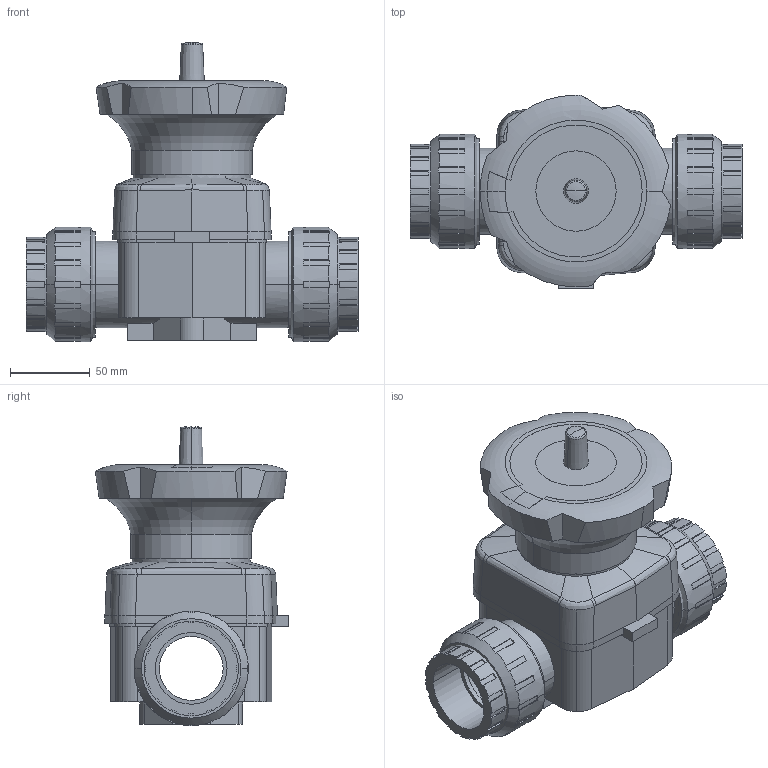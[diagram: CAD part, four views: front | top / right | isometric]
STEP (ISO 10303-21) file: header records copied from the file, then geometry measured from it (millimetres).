
FILE_DESCRIPTION(('STEP AP214'),'1');
FILE_NAME('dkufv112e.stp','2017-04-07T15:22:23',('TraceParts'),('TraceParts S.A.'),'Spatial InterOp 3D',' ',' ');
FILE_SCHEMA(('automotive_design'));
Length unit declared in the file: millimetre
Products named in the file (8): dkufv112e_1; dkufv112e_2; dkufv112e_3; dkufv112e_4; dkufv112e_5; dkufv112e_6; dkufv112e_7; dkufv112e_8
Bounding box: 207.8 x 121 x 187.2 mm (x, y, z)
Volume: 1391217.5 mm3; surface area: 199093.7 mm2
Topology: 8 solids, 8 shells, 500 faces, 1371 edges, 898 vertices
Faces by surface type: plane 291, cylinder 154, bspline 30, cone 17, torus 8
Entity records: 21687 total; most frequent: CARTESIAN_POINT 4741, ORIENTED_EDGE 2738, DIRECTION 2704, EDGE_CURVE 1369, AXIS2_PLACEMENT_3D 993, VERTEX_POINT 898, LINE 718, VECTOR 718
